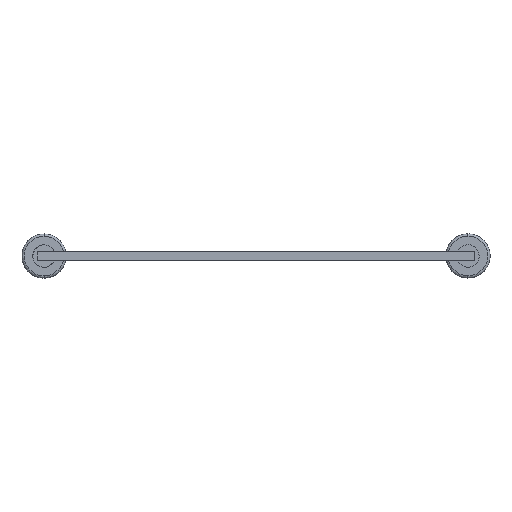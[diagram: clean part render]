
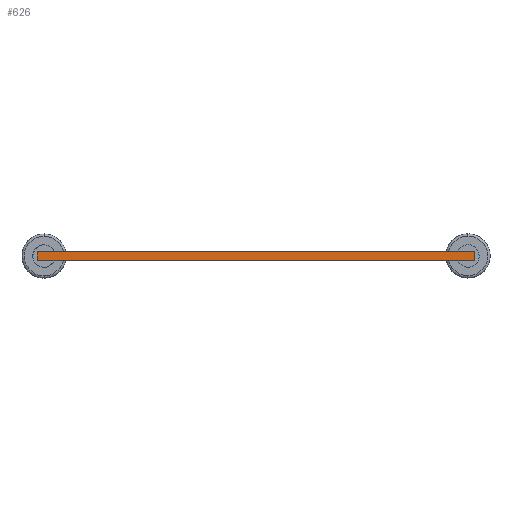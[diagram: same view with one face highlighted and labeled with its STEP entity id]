
A CAD part, front view. The second image highlights one B-rep face of the part: STEP entity #626.
In plain terms, the highlighted planar face has unit normal (0, -1, 0).
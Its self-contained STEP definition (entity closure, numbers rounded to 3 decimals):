
#626=ADVANCED_FACE('',(#976),#5963,.T.);
#976=FACE_OUTER_BOUND('',#1384,.T.);
#1384=EDGE_LOOP('',(#3080,#3081,#3082,#3083));
#3080=ORIENTED_EDGE('',*,*,#4071,.T.);
#3081=ORIENTED_EDGE('',*,*,#4070,.F.);
#3082=ORIENTED_EDGE('',*,*,#4056,.T.);
#3083=ORIENTED_EDGE('',*,*,#4065,.F.);
#4056=EDGE_CURVE('',#5610,#5611,#4984,.T.);
#4065=EDGE_CURVE('',#5619,#5611,#4993,.T.);
#4070=EDGE_CURVE('',#5610,#5623,#4998,.T.);
#4071=EDGE_CURVE('',#5619,#5623,#4999,.T.);
#4984=B_SPLINE_CURVE_WITH_KNOTS('',1,(#11578,#11579),.UNSPECIFIED.,.F.,
 .F.,(2,2),(-8.,0.),.UNSPECIFIED.);
#4993=B_SPLINE_CURVE_WITH_KNOTS('',1,(#11596,#11597),.UNSPECIFIED.,.F.,
 .F.,(2,2),(0.,392.4),.UNSPECIFIED.);
#4998=B_SPLINE_CURVE_WITH_KNOTS('',1,(#11606,#11607),.UNSPECIFIED.,.F.,
 .F.,(2,2),(0.,392.4),.UNSPECIFIED.);
#4999=B_SPLINE_CURVE_WITH_KNOTS('',1,(#11608,#11609),.UNSPECIFIED.,.F.,
 .F.,(2,2),(0.,8.),.UNSPECIFIED.);
#5610=VERTEX_POINT('',#11558);
#5611=VERTEX_POINT('',#11559);
#5619=VERTEX_POINT('',#11567);
#5623=VERTEX_POINT('',#11571);
#5963=PLANE('',#6280);
#6280=AXIS2_PLACEMENT_3D('',#11550,#6593,$);
#6593=DIRECTION('',(0.,-1.,0.));
#11550=CARTESIAN_POINT('',(236.05,-130.,-5.36));
#11558=CARTESIAN_POINT('',(196.2,-130.,-3.95));
#11559=CARTESIAN_POINT('',(196.2,-130.,4.05));
#11567=CARTESIAN_POINT('',(-196.2,-130.,4.05));
#11571=CARTESIAN_POINT('',(-196.2,-130.,-3.95));
#11578=CARTESIAN_POINT('',(196.2,-130.,-3.95));
#11579=CARTESIAN_POINT('',(196.2,-130.,4.05));
#11596=CARTESIAN_POINT('',(-196.2,-130.,4.05));
#11597=CARTESIAN_POINT('',(196.2,-130.,4.05));
#11606=CARTESIAN_POINT('',(196.2,-130.,-3.95));
#11607=CARTESIAN_POINT('',(-196.2,-130.,-3.95));
#11608=CARTESIAN_POINT('',(-196.2,-130.,4.05));
#11609=CARTESIAN_POINT('',(-196.2,-130.,-3.95));
